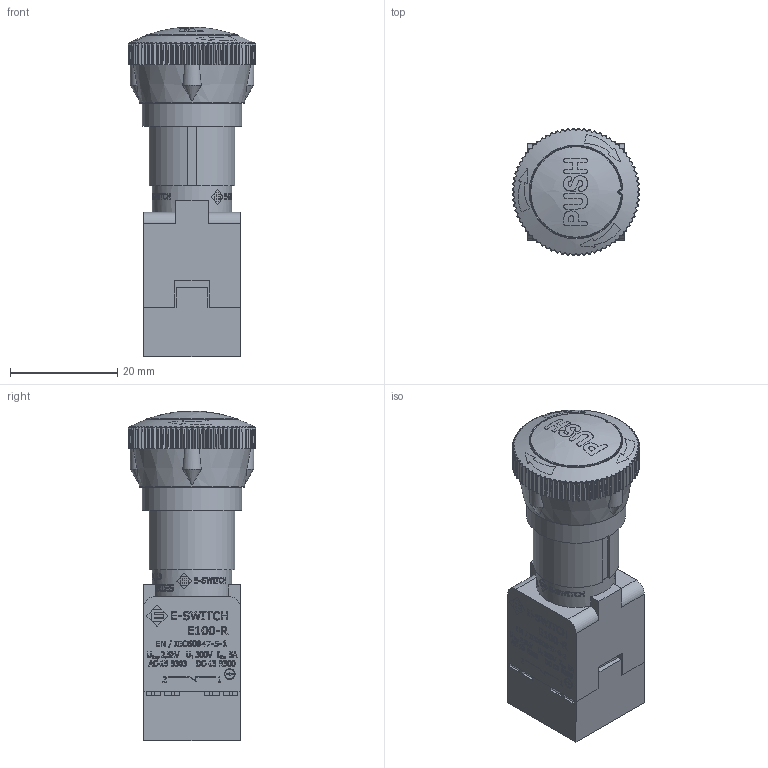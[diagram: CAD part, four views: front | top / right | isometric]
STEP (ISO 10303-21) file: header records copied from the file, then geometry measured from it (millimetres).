
FILE_DESCRIPTION(/* description */ (''),/* implementation_level */ '2;1');
FILE_NAME(/* name */ 'E100-R22-N10R.stp',/* time_stamp */ '2024-04-25T12:27:37-05:00',/* author */ ('mroman'),/* organization */ (''),/* preprocessor_version */ 'ST-DEVELOPER v18.1',/* originating_system */ 'Autodesk Inventor 2022',/* authorisation */ '');
FILE_SCHEMA (('AUTOMOTIVE_DESIGN { 1 0 10303 214 3 1 1 }'));
Products named in the file (1): E100-R22-N10R
Bounding box: 23.78 x 23.78 x 61.4 mm (x, y, z)
Volume: 15417.7 mm3; surface area: 9837.5 mm2
Topology: 1 solids, 6 shells, 3824 faces, 10627 edges, 7042 vertices
Faces by surface type: plane 2206, bspline 1253, cylinder 197, torus 80, cone 77, sphere 11
Full cylindrical faces by diameter (mm): 2.003 x2, 14.8 x1, 18.5 x1, 18.55 x1
Entity records: 138249 total; most frequent: CARTESIAN_POINT 48530, ORIENTED_EDGE 21252, DIRECTION 13943, EDGE_CURVE 10626, VERTEX_POINT 7042, LINE 6625, VECTOR 6625, EDGE_LOOP 4124
